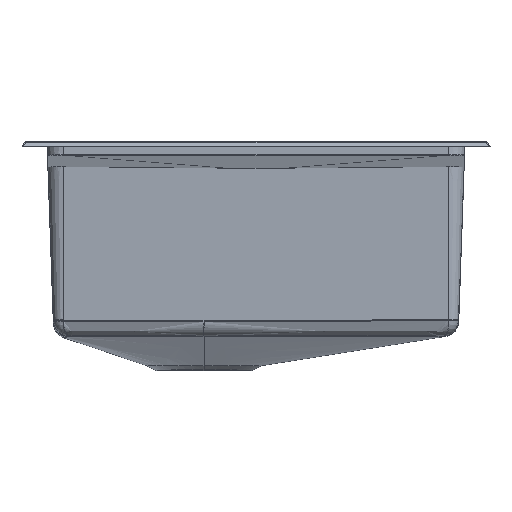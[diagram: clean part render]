
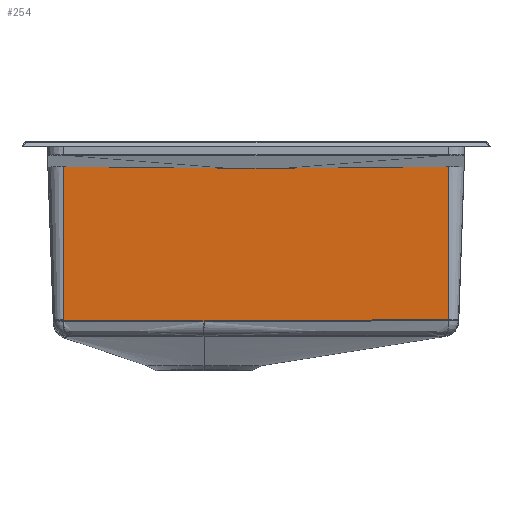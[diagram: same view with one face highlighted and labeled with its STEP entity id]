
A CAD part, left-side view. The second image highlights one B-rep face of the part: STEP entity #254.
In plain terms, the highlighted planar face has unit normal (-0.999, 0, -0.035).
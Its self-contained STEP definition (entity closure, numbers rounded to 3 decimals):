
#108=B_SPLINE_CURVE_WITH_KNOTS('',3,(#1961,#1962,#1963,#1964,#1965,#1966),
.UNSPECIFIED.,.F.,.F.,(4,2,4),(0.,0.5,1.),.UNSPECIFIED.);
#109=B_SPLINE_CURVE_WITH_KNOTS('',3,(#1968,#1969,#1970,#1971,#1972,#1973,
#1974,#1975,#1976,#1977,#1978,#1979),.UNSPECIFIED.,.F.,.F.,(4,2,2,2,2,4),
(0.,0.5,0.75,0.875,0.938,1.),.UNSPECIFIED.);
#110=B_SPLINE_CURVE_WITH_KNOTS('',3,(#1981,#1982,#1983,#1984,#1985,#1986,
#1987,#1988,#1989,#1990,#1991,#1992),.UNSPECIFIED.,.F.,.F.,(4,2,2,2,2,4),
(0.,0.063,0.125,0.25,0.5,1.),.UNSPECIFIED.);
#254=ADVANCED_FACE('',(#388),#351,.F.);
#351=PLANE('',#1611);
#388=FACE_OUTER_BOUND('',#487,.T.);
#487=EDGE_LOOP('',(#613,#614,#615,#616,#617,#618,#619,#620));
#613=ORIENTED_EDGE('',*,*,#1206,.T.);
#614=ORIENTED_EDGE('',*,*,#1208,.T.);
#615=ORIENTED_EDGE('',*,*,#1201,.T.);
#616=ORIENTED_EDGE('',*,*,#1209,.T.);
#617=ORIENTED_EDGE('',*,*,#1210,.F.);
#618=ORIENTED_EDGE('',*,*,#1211,.F.);
#619=ORIENTED_EDGE('',*,*,#1212,.F.);
#620=ORIENTED_EDGE('',*,*,#1213,.F.);
#1060=VERTEX_POINT('',#1923);
#1061=VERTEX_POINT('',#1925);
#1065=VERTEX_POINT('',#1934);
#1066=VERTEX_POINT('',#1936);
#1067=VERTEX_POINT('',#1958);
#1068=VERTEX_POINT('',#1960);
#1069=VERTEX_POINT('',#1967);
#1070=VERTEX_POINT('',#1980);
#1201=EDGE_CURVE('',#1061,#1060,#1430,.T.);
#1206=EDGE_CURVE('',#1066,#1065,#1433,.T.);
#1208=EDGE_CURVE('',#1065,#1061,#1434,.T.);
#1209=EDGE_CURVE('',#1060,#1067,#1435,.T.);
#1210=EDGE_CURVE('',#1068,#1067,#1436,.T.);
#1211=EDGE_CURVE('',#1069,#1068,#108,.T.);
#1212=EDGE_CURVE('',#1070,#1069,#109,.T.);
#1213=EDGE_CURVE('',#1066,#1070,#110,.T.);
#1430=LINE('',#1924,#1520);
#1433=LINE('',#1935,#1523);
#1434=LINE('',#1956,#1524);
#1435=LINE('',#1957,#1525);
#1436=LINE('',#1959,#1526);
#1520=VECTOR('',#1696,1.);
#1523=VECTOR('',#1705,1.);
#1524=VECTOR('',#1708,1.);
#1525=VECTOR('',#1709,1.);
#1526=VECTOR('',#1710,1.);
#1611=AXIS2_PLACEMENT_3D('',#1993,#1711,#1712);
#1696=DIRECTION('',(0.,1.,0.));
#1705=DIRECTION('',(-0.035,0.,0.999));
#1708=DIRECTION('',(0.,1.,-0.009));
#1709=DIRECTION('',(0.,1.,0.009));
#1710=DIRECTION('',(-0.035,0.,0.999));
#1711=DIRECTION('',(0.999,0.,0.035));
#1712=DIRECTION('',(-0.035,0.,0.999));
#1923=CARTESIAN_POINT('',(-1690.093,25.028,-20.998));
#1924=CARTESIAN_POINT('',(-1690.093,0.,-20.998));
#1925=CARTESIAN_POINT('',(-1690.093,-25.028,-20.998));
#1934=CARTESIAN_POINT('',(-1690.145,-185.,-19.513));
#1935=CARTESIAN_POINT('',(-1690.999,-185.,4.965));
#1936=CARTESIAN_POINT('',(-1684.972,-185.,-167.633));
#1956=CARTESIAN_POINT('',(-1690.085,-0.243,-21.228));
#1957=CARTESIAN_POINT('',(-1690.085,0.243,-21.228));
#1958=CARTESIAN_POINT('',(-1690.145,185.,-19.513));
#1959=CARTESIAN_POINT('',(-1690.999,185.,4.965));
#1960=CARTESIAN_POINT('',(-1684.966,185.,-167.797));
#1961=CARTESIAN_POINT('',(-1684.953,184.986,-168.174));
#1962=CARTESIAN_POINT('',(-1684.955,184.991,-168.111));
#1963=CARTESIAN_POINT('',(-1684.958,184.994,-168.049));
#1964=CARTESIAN_POINT('',(-1684.962,184.999,-167.923));
#1965=CARTESIAN_POINT('',(-1684.964,185.,-167.86));
#1966=CARTESIAN_POINT('',(-1684.966,185.,-167.797));
#1967=CARTESIAN_POINT('',(-1684.953,184.986,-168.174));
#1968=CARTESIAN_POINT('',(-1684.932,50.,-168.784));
#1969=CARTESIAN_POINT('',(-1684.932,72.499,-168.784));
#1970=CARTESIAN_POINT('',(-1684.932,94.998,-168.773));
#1971=CARTESIAN_POINT('',(-1684.933,128.746,-168.741));
#1972=CARTESIAN_POINT('',(-1684.934,139.996,-168.728));
#1973=CARTESIAN_POINT('',(-1684.935,156.87,-168.705));
#1974=CARTESIAN_POINT('',(-1684.935,162.495,-168.698));
#1975=CARTESIAN_POINT('',(-1684.935,170.932,-168.685));
#1976=CARTESIAN_POINT('',(-1684.936,173.744,-168.681));
#1977=CARTESIAN_POINT('',(-1684.936,179.369,-168.671));
#1978=CARTESIAN_POINT('',(-1684.94,182.18,-168.566));
#1979=CARTESIAN_POINT('',(-1684.953,184.986,-168.174));
#1980=CARTESIAN_POINT('',(-1684.932,50.,-168.784));
#1981=CARTESIAN_POINT('',(-1684.972,-185.,-167.633));
#1982=CARTESIAN_POINT('',(-1684.949,-180.116,-168.295));
#1983=CARTESIAN_POINT('',(-1684.939,-175.225,-168.587));
#1984=CARTESIAN_POINT('',(-1684.938,-165.433,-168.603));
#1985=CARTESIAN_POINT('',(-1684.938,-160.537,-168.609));
#1986=CARTESIAN_POINT('',(-1684.937,-145.848,-168.63));
#1987=CARTESIAN_POINT('',(-1684.937,-136.056,-168.644));
#1988=CARTESIAN_POINT('',(-1684.935,-106.679,-168.683));
#1989=CARTESIAN_POINT('',(-1684.935,-87.094,-168.706));
#1990=CARTESIAN_POINT('',(-1684.933,-28.339,-168.763));
#1991=CARTESIAN_POINT('',(-1684.932,10.83,-168.784));
#1992=CARTESIAN_POINT('',(-1684.932,50.,-168.784));
#1993=CARTESIAN_POINT('',(-1690.999,0.,4.965));
